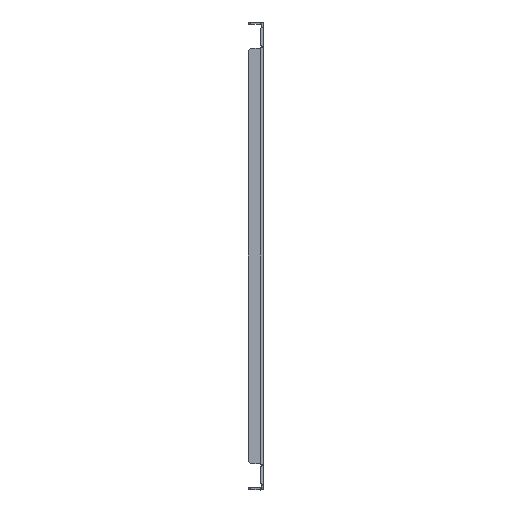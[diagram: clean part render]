
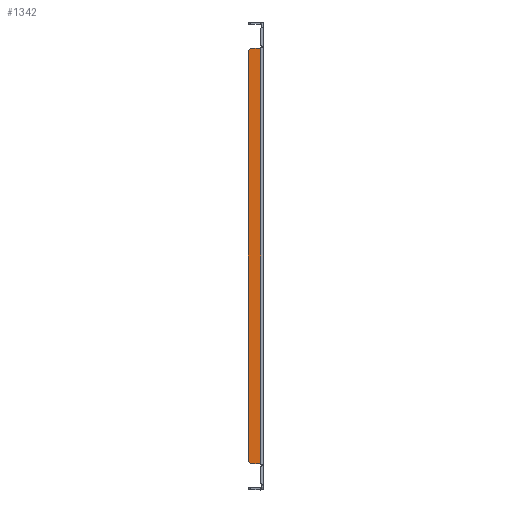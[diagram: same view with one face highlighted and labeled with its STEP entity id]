
A CAD part, left-side view. The second image highlights one B-rep face of the part: STEP entity #1342.
In plain terms, the highlighted planar face has unit normal (-1, 0, 0).
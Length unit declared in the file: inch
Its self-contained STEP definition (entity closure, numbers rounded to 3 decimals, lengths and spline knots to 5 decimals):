
#147 = VECTOR ( 'NONE', #4842, 39.37008 ) ;
#163 = FACE_OUTER_BOUND ( 'NONE', #5127, .T. ) ;
#183 = CARTESIAN_POINT ( 'NONE',  ( -11.085, 0.75, -9.725 ) ) ;
#322 = DIRECTION ( 'NONE',  ( 1., 0., 0. ) ) ;
#367 = EDGE_CURVE ( 'NONE', #1698, #1158, #459, .T. ) ;
#459 = CIRCLE ( 'NONE', #2569, 0.063 ) ;
#790 = ORIENTED_EDGE ( 'NONE', *, *, #3503, .F. ) ;
#1080 = ORIENTED_EDGE ( 'NONE', *, *, #6959, .T. ) ;
#1094 = ORIENTED_EDGE ( 'NONE', *, *, #3210, .T. ) ;
#1158 = VERTEX_POINT ( 'NONE', #2347 ) ;
#1189 = AXIS2_PLACEMENT_3D ( 'NONE', #1485, #1539, #2626 ) ;
#1342 = ADVANCED_FACE ( 'NONE', ( #163 ), #2698, .F. ) ;
#1366 = CARTESIAN_POINT ( 'NONE',  ( -11.085, 0.625, -9.85 ) ) ;
#1485 = CARTESIAN_POINT ( 'NONE',  ( -11.085, 0.75, 11.664 ) ) ;
#1506 = CARTESIAN_POINT ( 'NONE',  ( -11.085, 0.75, -9.725 ) ) ;
#1539 = DIRECTION ( 'NONE',  ( 1., 0., 0. ) ) ;
#1698 = VERTEX_POINT ( 'NONE', #2768 ) ;
#1731 = CARTESIAN_POINT ( 'NONE',  ( -11.085, 0.143, 10.888 ) ) ;
#1750 = CARTESIAN_POINT ( 'NONE',  ( -11.085, 0.75, 9.725 ) ) ;
#1860 = LINE ( 'NONE', #3031, #4356 ) ;
#2226 = ORIENTED_EDGE ( 'NONE', *, *, #5944, .T. ) ;
#2347 = CARTESIAN_POINT ( 'NONE',  ( -11.085, 0.143, -9.85656 ) ) ;
#2487 = ORIENTED_EDGE ( 'NONE', *, *, #4963, .T. ) ;
#2569 = AXIS2_PLACEMENT_3D ( 'NONE', #3057, #322, #3087 ) ;
#2570 = VERTEX_POINT ( 'NONE', #1750 ) ;
#2599 = CARTESIAN_POINT ( 'NONE',  ( -11.085, 0.625, 9.85 ) ) ;
#2602 = VERTEX_POINT ( 'NONE', #1366 ) ;
#2626 = DIRECTION ( 'NONE',  ( 0., 1., 0. ) ) ;
#2698 = PLANE ( 'NONE',  #1189 ) ;
#2768 = CARTESIAN_POINT ( 'NONE',  ( -11.085, 0.171, -9.85 ) ) ;
#2851 = DIRECTION ( 'NONE',  ( 0., 0., -1. ) ) ;
#2957 = ORIENTED_EDGE ( 'NONE', *, *, #6297, .T. ) ;
#3007 = VECTOR ( 'NONE', #6979, 39.37008 ) ;
#3031 = CARTESIAN_POINT ( 'NONE',  ( -11.085, 0.75, 9.85 ) ) ;
#3057 = CARTESIAN_POINT ( 'NONE',  ( -11.085, 0.171, -9.913 ) ) ;
#3062 = VERTEX_POINT ( 'NONE', #6321 ) ;
#3070 = AXIS2_PLACEMENT_3D ( 'NONE', #5362, #7118, #5332 ) ;
#3087 = DIRECTION ( 'NONE',  ( 0., 1., 0. ) ) ;
#3210 = EDGE_CURVE ( 'NONE', #4189, #7435, #1860, .T. ) ;
#3367 = CARTESIAN_POINT ( 'NONE',  ( -11.085, 0.171, -9.85 ) ) ;
#3368 = LINE ( 'NONE', #2599, #147 ) ;
#3459 = ORIENTED_EDGE ( 'NONE', *, *, #5380, .T. ) ;
#3471 = VERTEX_POINT ( 'NONE', #1506 ) ;
#3503 = EDGE_CURVE ( 'NONE', #3062, #1158, #6694, .T. ) ;
#3544 = ORIENTED_EDGE ( 'NONE', *, *, #367, .T. ) ;
#4176 = VECTOR ( 'NONE', #5095, 39.37008 ) ;
#4189 = VERTEX_POINT ( 'NONE', #6885 ) ;
#4356 = VECTOR ( 'NONE', #6460, 39.37008 ) ;
#4411 = LINE ( 'NONE', #183, #7281 ) ;
#4842 = DIRECTION ( 'NONE',  ( 0., 0.707, -0.707 ) ) ;
#4963 = EDGE_CURVE ( 'NONE', #3471, #2602, #4411, .T. ) ;
#5095 = DIRECTION ( 'NONE',  ( 0., 0., -1. ) ) ;
#5127 = EDGE_LOOP ( 'NONE', ( #3459, #1094, #2957, #1080, #2487, #2226, #3544, #790 ) ) ;
#5288 = DIRECTION ( 'NONE',  ( 0., -0.707, -0.707 ) ) ;
#5332 = DIRECTION ( 'NONE',  ( 0., 1., 0. ) ) ;
#5362 = CARTESIAN_POINT ( 'NONE',  ( -11.085, 0.171, 9.913 ) ) ;
#5380 = EDGE_CURVE ( 'NONE', #3062, #4189, #5834, .T. ) ;
#5834 = CIRCLE ( 'NONE', #3070, 0.063 ) ;
#5944 = EDGE_CURVE ( 'NONE', #2602, #1698, #6072, .T. ) ;
#6072 = LINE ( 'NONE', #3367, #3007 ) ;
#6282 = CARTESIAN_POINT ( 'NONE',  ( -11.085, 0.75, -11.664 ) ) ;
#6297 = EDGE_CURVE ( 'NONE', #7435, #2570, #3368, .T. ) ;
#6321 = CARTESIAN_POINT ( 'NONE',  ( -11.085, 0.143, 9.85656 ) ) ;
#6460 = DIRECTION ( 'NONE',  ( 0., 1., 0. ) ) ;
#6694 = LINE ( 'NONE', #1731, #4176 ) ;
#6885 = CARTESIAN_POINT ( 'NONE',  ( -11.085, 0.171, 9.85 ) ) ;
#6959 = EDGE_CURVE ( 'NONE', #2570, #3471, #6984, .T. ) ;
#6979 = DIRECTION ( 'NONE',  ( 0., -1., 0. ) ) ;
#6984 = LINE ( 'NONE', #6282, #7357 ) ;
#7118 = DIRECTION ( 'NONE',  ( 1., 0., 0. ) ) ;
#7281 = VECTOR ( 'NONE', #5288, 39.37008 ) ;
#7299 = CARTESIAN_POINT ( 'NONE',  ( -11.085, 0.625, 9.85 ) ) ;
#7357 = VECTOR ( 'NONE', #2851, 39.37008 ) ;
#7435 = VERTEX_POINT ( 'NONE', #7299 ) ;
